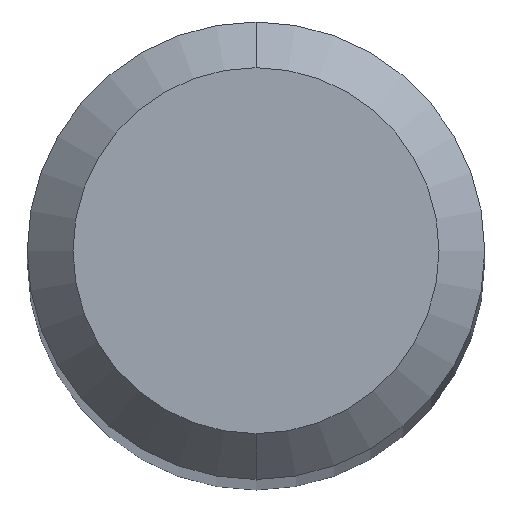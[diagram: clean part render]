
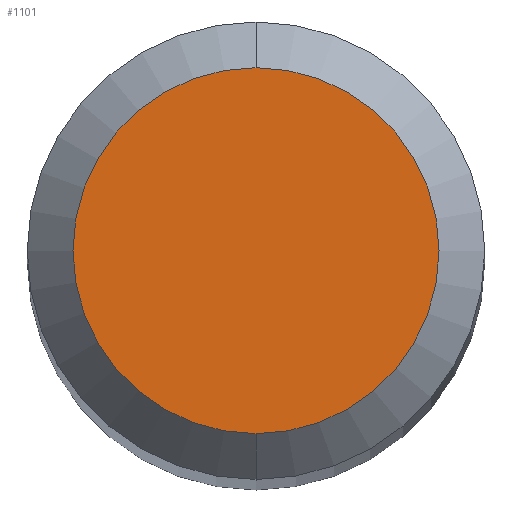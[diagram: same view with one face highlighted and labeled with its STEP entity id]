
A CAD part, top view. The second image highlights one B-rep face of the part: STEP entity #1101.
In plain terms, the highlighted planar face has unit normal (0, 0, 1).
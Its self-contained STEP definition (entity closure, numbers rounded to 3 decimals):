
#585=VERTEX_POINT('',#1335);
#773=EDGE_CURVE('',#585,#1105,#1543,.T.);
#879=EDGE_CURVE('',#1105,#585,#1657,.T.);
#1101=ADVANCED_FACE('',(#1902),#1903,.T.);
#1105=VERTEX_POINT('',#1907);
#1335=CARTESIAN_POINT('',(0.0,1.2,0.0));
#1543=CIRCLE('',#4217,1.2);
#1657=CIRCLE('',#4813,1.2);
#1902=FACE_OUTER_BOUND('',#6056,.T.);
#1903=PLANE('',#6057);
#1907=CARTESIAN_POINT('',(0.,-1.2,0.0));
#4217=AXIS2_PLACEMENT_3D('',#6539,#6540,#6541);
#4813=AXIS2_PLACEMENT_3D('',#6624,#6625,#6626);
#6056=EDGE_LOOP('',(#6916,#6917));
#6057=AXIS2_PLACEMENT_3D('',#6918,#6919,#6920);
#6539=CARTESIAN_POINT('',(0.0,0.0,0.0));
#6540=DIRECTION('',(0.0,0.0,-1.0));
#6541=DIRECTION('',(0.0,1.0,0.0));
#6624=CARTESIAN_POINT('',(0.0,0.0,0.0));
#6625=DIRECTION('',(0.0,0.0,-1.0));
#6626=DIRECTION('',(0.0,1.0,0.0));
#6916=ORIENTED_EDGE('',*,*,#773,.F.);
#6917=ORIENTED_EDGE('',*,*,#879,.F.);
#6918=CARTESIAN_POINT('',(0.0,0.6,0.0));
#6919=DIRECTION('',(-0.0,0.0,1.0));
#6920=DIRECTION('',(0.0,-1.0,0.0));
